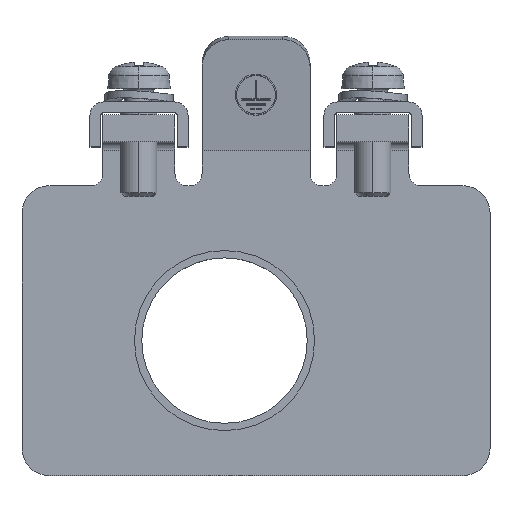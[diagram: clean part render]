
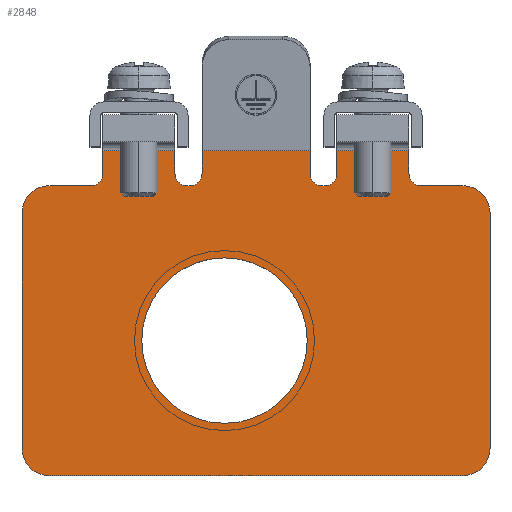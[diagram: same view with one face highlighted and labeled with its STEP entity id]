
A CAD part, top view. The second image highlights one B-rep face of the part: STEP entity #2848.
In plain terms, the highlighted planar face has unit normal (0, 0, 1).
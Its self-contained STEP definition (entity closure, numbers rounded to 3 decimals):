
#329=DIRECTION('',(0.,-1.,0.));
#330=VECTOR('',#329,2.5);
#331=CARTESIAN_POINT('',(-17.,36.1,3.));
#332=LINE('',#331,#330);
#338=CARTESIAN_POINT('',(-18.4,33.6,3.));
#339=DIRECTION('',(0.,0.,-1.));
#340=DIRECTION('',(1.,0.,0.));
#341=AXIS2_PLACEMENT_3D('',#338,#339,#340);
#375=CARTESIAN_POINT('',(-7.6,33.6,3.));
#376=DIRECTION('',(0.,0.,-1.));
#377=DIRECTION('',(0.,-1.,0.));
#378=AXIS2_PLACEMENT_3D('',#375,#376,#377);
#385=CARTESIAN_POINT('',(-23.,29.2,3.));
#386=DIRECTION('',(0.,0.,1.));
#387=DIRECTION('',(0.,1.,0.));
#388=AXIS2_PLACEMENT_3D('',#385,#386,#387);
#390=DIRECTION('',(-1.,0.,0.));
#391=VECTOR('',#390,4.6);
#392=CARTESIAN_POINT('',(-18.4,32.2,3.));
#393=LINE('',#392,#391);
#394=DIRECTION('',(1.,0.,0.));
#395=VECTOR('',#394,8.);
#396=CARTESIAN_POINT('',(-17.,36.1,3.));
#397=LINE('',#396,#395);
#398=DIRECTION('',(-1.,0.,0.));
#399=VECTOR('',#398,0.2);
#400=CARTESIAN_POINT('',(-7.4,32.2,3.));
#401=LINE('',#400,#399);
#402=DIRECTION('',(-1.,0.,0.));
#403=VECTOR('',#402,0.2);
#404=CARTESIAN_POINT('',(7.6,32.2,3.));
#405=LINE('',#404,#403);
#406=DIRECTION('',(-1.,0.,0.));
#407=VECTOR('',#406,8.);
#408=CARTESIAN_POINT('',(17.,36.1,3.));
#409=LINE('',#408,#407);
#410=DIRECTION('',(-1.,0.,0.));
#411=VECTOR('',#410,4.6);
#412=CARTESIAN_POINT('',(23.,32.2,3.));
#413=LINE('',#412,#411);
#414=CARTESIAN_POINT('',(23.,29.2,3.));
#415=DIRECTION('',(0.,0.,1.));
#416=DIRECTION('',(1.,0.,0.));
#417=AXIS2_PLACEMENT_3D('',#414,#415,#416);
#419=DIRECTION('',(0.,1.,0.));
#420=VECTOR('',#419,26.2);
#421=CARTESIAN_POINT('',(26.,3.,3.));
#422=LINE('',#421,#420);
#423=CARTESIAN_POINT('',(23.,3.,3.));
#424=DIRECTION('',(0.,0.,1.));
#425=DIRECTION('',(0.,-1.,0.));
#426=AXIS2_PLACEMENT_3D('',#423,#424,#425);
#428=DIRECTION('',(1.,0.,0.));
#429=VECTOR('',#428,46.);
#430=CARTESIAN_POINT('',(-23.,0.,3.));
#431=LINE('',#430,#429);
#432=CARTESIAN_POINT('',(-23.,3.,3.));
#433=DIRECTION('',(0.,0.,1.));
#434=DIRECTION('',(-1.,0.,0.));
#435=AXIS2_PLACEMENT_3D('',#432,#433,#434);
#437=DIRECTION('',(0.,-1.,0.));
#438=VECTOR('',#437,26.2);
#439=CARTESIAN_POINT('',(-26.,29.2,3.));
#440=LINE('',#439,#438);
#441=CARTESIAN_POINT('',(-3.5,15.,3.));
#442=DIRECTION('',(0.,0.,1.));
#443=DIRECTION('',(1.,0.,0.));
#444=AXIS2_PLACEMENT_3D('',#441,#442,#443);
#446=CARTESIAN_POINT('',(-3.5,15.,3.));
#447=DIRECTION('',(0.,0.,1.));
#448=DIRECTION('',(-1.,0.,0.));
#449=AXIS2_PLACEMENT_3D('',#446,#447,#448);
#537=CARTESIAN_POINT('',(18.4,33.6,3.));
#538=DIRECTION('',(0.,0.,-1.));
#539=DIRECTION('',(0.,-1.,0.));
#540=AXIS2_PLACEMENT_3D('',#537,#538,#539);
#551=DIRECTION('',(0.,-1.,0.));
#552=VECTOR('',#551,2.5);
#553=CARTESIAN_POINT('',(17.,36.1,3.));
#554=LINE('',#553,#552);
#615=DIRECTION('',(0.,-1.,0.));
#616=VECTOR('',#615,2.5);
#617=CARTESIAN_POINT('',(9.,36.1,3.));
#618=LINE('',#617,#616);
#624=CARTESIAN_POINT('',(7.6,33.6,3.));
#625=DIRECTION('',(0.,0.,-1.));
#626=DIRECTION('',(1.,0.,0.));
#627=AXIS2_PLACEMENT_3D('',#624,#625,#626);
#1183=CARTESIAN_POINT('',(7.4,33.6,3.));
#1184=DIRECTION('',(0.,0.,-1.));
#1185=DIRECTION('',(0.,-1.,0.));
#1186=AXIS2_PLACEMENT_3D('',#1183,#1184,#1185);
#1209=DIRECTION('',(0.,1.,0.));
#1210=VECTOR('',#1209,2.5);
#1211=CARTESIAN_POINT('',(6.,33.6,3.));
#1212=LINE('',#1211,#1210);
#1227=DIRECTION('',(-1.,0.,0.));
#1228=VECTOR('',#1227,12.);
#1229=CARTESIAN_POINT('',(6.,36.1,3.));
#1230=LINE('',#1229,#1228);
#1337=DIRECTION('',(0.,1.,0.));
#1338=VECTOR('',#1337,2.5);
#1339=CARTESIAN_POINT('',(-6.,33.6,3.));
#1340=LINE('',#1339,#1338);
#1358=CARTESIAN_POINT('',(-7.4,33.6,3.));
#1359=DIRECTION('',(0.,0.,-1.));
#1360=DIRECTION('',(1.,0.,0.));
#1361=AXIS2_PLACEMENT_3D('',#1358,#1359,#1360);
#1543=DIRECTION('',(0.,-1.,0.));
#1544=VECTOR('',#1543,2.5);
#1545=CARTESIAN_POINT('',(-9.,36.1,3.));
#1546=LINE('',#1545,#1544);
#1908=CARTESIAN_POINT('',(-17.,36.1,3.));
#1909=VERTEX_POINT('',#1908);
#1920=CARTESIAN_POINT('',(-9.,36.1,3.));
#1921=VERTEX_POINT('',#1920);
#1932=CARTESIAN_POINT('',(17.,36.1,3.));
#1933=VERTEX_POINT('',#1932);
#1944=CARTESIAN_POINT('',(9.,36.1,3.));
#1945=VERTEX_POINT('',#1944);
#1946=CARTESIAN_POINT('',(-7.6,32.2,3.));
#1948=VERTEX_POINT('',#1946);
#1950=CARTESIAN_POINT('',(-9.,33.6,3.));
#1952=VERTEX_POINT('',#1950);
#1955=CARTESIAN_POINT('',(-7.4,32.2,3.));
#1957=VERTEX_POINT('',#1955);
#1959=CARTESIAN_POINT('',(-6.,33.6,3.));
#1961=VERTEX_POINT('',#1959);
#1963=CARTESIAN_POINT('',(7.6,32.2,3.));
#1965=VERTEX_POINT('',#1963);
#1967=CARTESIAN_POINT('',(9.,33.6,3.));
#1969=VERTEX_POINT('',#1967);
#1970=CARTESIAN_POINT('',(7.4,32.2,3.));
#1972=VERTEX_POINT('',#1970);
#1974=CARTESIAN_POINT('',(6.,33.6,3.));
#1976=VERTEX_POINT('',#1974);
#1980=CARTESIAN_POINT('',(6.,36.1,3.));
#1981=VERTEX_POINT('',#1980);
#1982=CARTESIAN_POINT('',(-6.,36.1,3.));
#1983=VERTEX_POINT('',#1982);
#1990=CARTESIAN_POINT('',(-23.,32.2,3.));
#1991=VERTEX_POINT('',#1990);
#1992=CARTESIAN_POINT('',(-26.,29.2,3.));
#1993=VERTEX_POINT('',#1992);
#1998=CARTESIAN_POINT('',(-26.,3.,3.));
#1999=VERTEX_POINT('',#1998);
#2000=CARTESIAN_POINT('',(-23.,0.,3.));
#2001=VERTEX_POINT('',#2000);
#2006=CARTESIAN_POINT('',(23.,0.,3.));
#2007=VERTEX_POINT('',#2006);
#2008=CARTESIAN_POINT('',(26.,3.,3.));
#2009=VERTEX_POINT('',#2008);
#2014=CARTESIAN_POINT('',(26.,29.2,3.));
#2015=VERTEX_POINT('',#2014);
#2016=CARTESIAN_POINT('',(23.,32.2,3.));
#2017=VERTEX_POINT('',#2016);
#2018=CARTESIAN_POINT('',(18.4,32.2,3.));
#2020=VERTEX_POINT('',#2018);
#2022=CARTESIAN_POINT('',(17.,33.6,3.));
#2024=VERTEX_POINT('',#2022);
#2027=CARTESIAN_POINT('',(-18.4,32.2,3.));
#2029=VERTEX_POINT('',#2027);
#2031=CARTESIAN_POINT('',(-17.,33.6,3.));
#2033=VERTEX_POINT('',#2031);
#2134=CARTESIAN_POINT('',(5.69,15.,3.));
#2135=CARTESIAN_POINT('',(-12.69,15.,3.));
#2136=VERTEX_POINT('',#2134);
#2137=VERTEX_POINT('',#2135);
#2790=CARTESIAN_POINT('',(0.,0.,3.));
#2791=DIRECTION('',(0.,0.,1.));
#2792=DIRECTION('',(1.,0.,0.));
#2793=AXIS2_PLACEMENT_3D('',#2790,#2791,#2792);
#2794=PLANE('',#2793);
#2796=ORIENTED_EDGE('',*,*,#2795,.F.);
#2797=ORIENTED_EDGE('',*,*,#2754,.F.);
#2798=ORIENTED_EDGE('',*,*,#2707,.F.);
#2799=ORIENTED_EDGE('',*,*,#2692,.F.);
#2801=ORIENTED_EDGE('',*,*,#2800,.T.);
#2803=ORIENTED_EDGE('',*,*,#2802,.T.);
#2804=ORIENTED_EDGE('',*,*,#2781,.F.);
#2805=ORIENTED_EDGE('',*,*,#2723,.F.);
#2807=ORIENTED_EDGE('',*,*,#2806,.F.);
#2809=ORIENTED_EDGE('',*,*,#2808,.T.);
#2811=ORIENTED_EDGE('',*,*,#2810,.F.);
#2813=ORIENTED_EDGE('',*,*,#2812,.F.);
#2815=ORIENTED_EDGE('',*,*,#2814,.F.);
#2816=ORIENTED_EDGE('',*,*,#2735,.F.);
#2818=ORIENTED_EDGE('',*,*,#2817,.F.);
#2820=ORIENTED_EDGE('',*,*,#2819,.F.);
#2822=ORIENTED_EDGE('',*,*,#2821,.F.);
#2824=ORIENTED_EDGE('',*,*,#2823,.T.);
#2826=ORIENTED_EDGE('',*,*,#2825,.F.);
#2827=ORIENTED_EDGE('',*,*,#2766,.F.);
#2829=ORIENTED_EDGE('',*,*,#2828,.F.);
#2831=ORIENTED_EDGE('',*,*,#2830,.F.);
#2833=ORIENTED_EDGE('',*,*,#2832,.F.);
#2835=ORIENTED_EDGE('',*,*,#2834,.F.);
#2837=ORIENTED_EDGE('',*,*,#2836,.F.);
#2839=ORIENTED_EDGE('',*,*,#2838,.F.);
#2840=EDGE_LOOP('',(#2796,#2797,#2798,#2799,#2801,#2803,#2804,#2805,#2807,#2809,
#2811,#2813,#2815,#2816,#2818,#2820,#2822,#2824,#2826,#2827,#2829,#2831,#2833,
#2835,#2837,#2839));
#2841=FACE_OUTER_BOUND('',#2840,.F.);
#2843=ORIENTED_EDGE('',*,*,#2842,.T.);
#2845=ORIENTED_EDGE('',*,*,#2844,.T.);
#2846=EDGE_LOOP('',(#2843,#2845));
#2847=FACE_BOUND('',#2846,.F.);
#2848=ADVANCED_FACE('',(#2841,#2847),#2794,.T.);
#342=CIRCLE('',#341,1.4);
#379=CIRCLE('',#378,1.4);
#389=CIRCLE('',#388,3.);
#418=CIRCLE('',#417,3.);
#427=CIRCLE('',#426,3.);
#436=CIRCLE('',#435,3.);
#445=CIRCLE('',#444,9.19);
#450=CIRCLE('',#449,9.19);
#541=CIRCLE('',#540,1.4);
#628=CIRCLE('',#627,1.4);
#1187=CIRCLE('',#1186,1.4);
#1362=CIRCLE('',#1361,1.4);
#2692=EDGE_CURVE('',#1909,#2033,#332,.T.);
#2707=EDGE_CURVE('',#2033,#2029,#342,.T.);
#2723=EDGE_CURVE('',#1957,#1948,#401,.T.);
#2735=EDGE_CURVE('',#1965,#1972,#405,.T.);
#2754=EDGE_CURVE('',#2029,#1991,#393,.T.);
#2766=EDGE_CURVE('',#2017,#2020,#413,.T.);
#2781=EDGE_CURVE('',#1948,#1952,#379,.T.);
#2795=EDGE_CURVE('',#1991,#1993,#389,.T.);
#2800=EDGE_CURVE('',#1909,#1921,#397,.T.);
#2802=EDGE_CURVE('',#1921,#1952,#1546,.T.);
#2806=EDGE_CURVE('',#1961,#1957,#1362,.T.);
#2808=EDGE_CURVE('',#1961,#1983,#1340,.T.);
#2810=EDGE_CURVE('',#1981,#1983,#1230,.T.);
#2812=EDGE_CURVE('',#1976,#1981,#1212,.T.);
#2814=EDGE_CURVE('',#1972,#1976,#1187,.T.);
#2817=EDGE_CURVE('',#1969,#1965,#628,.T.);
#2819=EDGE_CURVE('',#1945,#1969,#618,.T.);
#2821=EDGE_CURVE('',#1933,#1945,#409,.T.);
#2823=EDGE_CURVE('',#1933,#2024,#554,.T.);
#2825=EDGE_CURVE('',#2020,#2024,#541,.T.);
#2828=EDGE_CURVE('',#2015,#2017,#418,.T.);
#2830=EDGE_CURVE('',#2009,#2015,#422,.T.);
#2832=EDGE_CURVE('',#2007,#2009,#427,.T.);
#2834=EDGE_CURVE('',#2001,#2007,#431,.T.);
#2836=EDGE_CURVE('',#1999,#2001,#436,.T.);
#2838=EDGE_CURVE('',#1993,#1999,#440,.T.);
#2842=EDGE_CURVE('',#2136,#2137,#445,.T.);
#2844=EDGE_CURVE('',#2137,#2136,#450,.T.);
